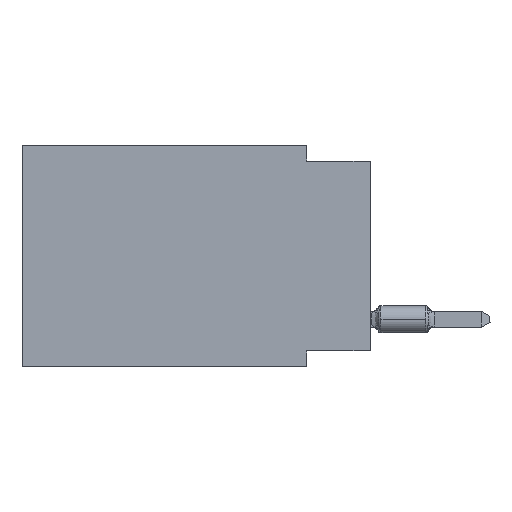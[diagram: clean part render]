
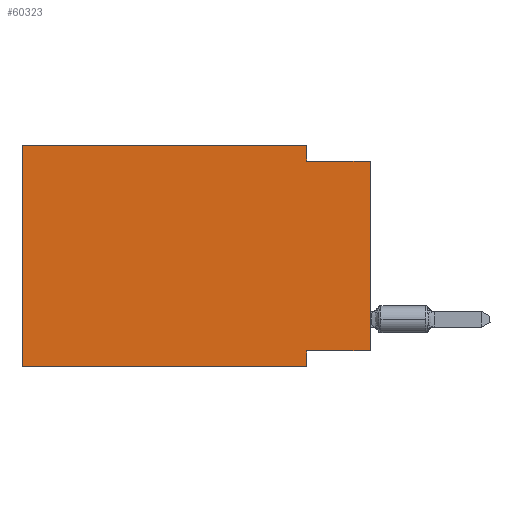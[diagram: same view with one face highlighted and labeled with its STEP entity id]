
A CAD part, left-side view. The second image highlights one B-rep face of the part: STEP entity #60323.
In plain terms, the highlighted planar face has unit normal (-1, 0, 0).
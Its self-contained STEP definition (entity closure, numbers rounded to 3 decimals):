
#127 = CARTESIAN_POINT ( 'NONE',  ( 0., 13.97, 0. ) ) ;
#316 = ORIENTED_EDGE ( 'NONE', *, *, #5207, .F. ) ;
#1294 = VERTEX_POINT ( 'NONE', #8770 ) ;
#1620 = VECTOR ( 'NONE', #38952, 1000. ) ;
#1642 = EDGE_CURVE ( 'NONE', #46603, #23658, #57490, .T. ) ;
#2173 = VERTEX_POINT ( 'NONE', #4245 ) ;
#2750 = VECTOR ( 'NONE', #8024, 1000. ) ;
#3008 = VECTOR ( 'NONE', #30411, 1000. ) ;
#3091 = LINE ( 'NONE', #62753, #1620 ) ;
#4245 = CARTESIAN_POINT ( 'NONE',  ( 0., 13.97, -8.89 ) ) ;
#5095 = CARTESIAN_POINT ( 'NONE',  ( 0., 13.97, 0. ) ) ;
#5207 = EDGE_CURVE ( 'NONE', #27033, #31460, #50412, .T. ) ;
#6167 = EDGE_CURVE ( 'NONE', #23700, #30602, #32491, .T. ) ;
#6406 = ORIENTED_EDGE ( 'NONE', *, *, #53426, .T. ) ;
#6764 = VECTOR ( 'NONE', #61147, 1000. ) ;
#8024 = DIRECTION ( 'NONE',  ( 0., 0., -1. ) ) ;
#8038 = CARTESIAN_POINT ( 'NONE',  ( 0., 0., 0. ) ) ;
#8770 = CARTESIAN_POINT ( 'NONE',  ( 0., 0., -8.255 ) ) ;
#8817 = DIRECTION ( 'NONE',  ( 0., 0., -1. ) ) ;
#8965 = CARTESIAN_POINT ( 'NONE',  ( 0., 2.54, -8.89 ) ) ;
#9341 = EDGE_CURVE ( 'NONE', #31460, #46603, #25200, .T. ) ;
#10517 = CARTESIAN_POINT ( 'NONE',  ( 0., 2.54, 0. ) ) ;
#20270 = LINE ( 'NONE', #40151, #55691 ) ;
#20495 = EDGE_LOOP ( 'NONE', ( #42641, #51112, #45221, #316, #47953, #6406, #24866, #22740 ) ) ;
#21994 = PLANE ( 'NONE',  #39968 ) ;
#22089 = LINE ( 'NONE', #8038, #46103 ) ;
#22740 = ORIENTED_EDGE ( 'NONE', *, *, #52826, .F. ) ;
#22959 = CARTESIAN_POINT ( 'NONE',  ( 0., 0., -0.635 ) ) ;
#23658 = VERTEX_POINT ( 'NONE', #29033 ) ;
#23700 = VERTEX_POINT ( 'NONE', #58040 ) ;
#23843 = DIRECTION ( 'NONE',  ( 1., 0., 0. ) ) ;
#24866 = ORIENTED_EDGE ( 'NONE', *, *, #6167, .F. ) ;
#25200 = LINE ( 'NONE', #10517, #3008 ) ;
#27033 = VERTEX_POINT ( 'NONE', #127 ) ;
#28274 = LINE ( 'NONE', #58239, #56859 ) ;
#29033 = CARTESIAN_POINT ( 'NONE',  ( 0., 0., -0.635 ) ) ;
#30411 = DIRECTION ( 'NONE',  ( 0., 0., -1. ) ) ;
#30602 = VERTEX_POINT ( 'NONE', #8965 ) ;
#31460 = VERTEX_POINT ( 'NONE', #54094 ) ;
#32013 = VECTOR ( 'NONE', #48685, 1000. ) ;
#32491 = LINE ( 'NONE', #47798, #2750 ) ;
#33153 = DIRECTION ( 'NONE',  ( 0., 0., 1. ) ) ;
#38952 = DIRECTION ( 'NONE',  ( 0., -1., 0. ) ) ;
#39185 = DIRECTION ( 'NONE',  ( 0., 1., 0. ) ) ;
#39968 = AXIS2_PLACEMENT_3D ( 'NONE', #57182, #23843, #8817 ) ;
#40151 = CARTESIAN_POINT ( 'NONE',  ( 0., 0., -8.255 ) ) ;
#42641 = ORIENTED_EDGE ( 'NONE', *, *, #49918, .T. ) ;
#43592 = DIRECTION ( 'NONE',  ( 0., 0., 1. ) ) ;
#45221 = ORIENTED_EDGE ( 'NONE', *, *, #9341, .F. ) ;
#46103 = VECTOR ( 'NONE', #33153, 1000. ) ;
#46603 = VERTEX_POINT ( 'NONE', #61993 ) ;
#47008 = EDGE_CURVE ( 'NONE', #2173, #27033, #28274, .T. ) ;
#47798 = CARTESIAN_POINT ( 'NONE',  ( 0., 2.54, -8.89 ) ) ;
#47953 = ORIENTED_EDGE ( 'NONE', *, *, #47008, .F. ) ;
#48685 = DIRECTION ( 'NONE',  ( 0., -1., 0. ) ) ;
#49918 = EDGE_CURVE ( 'NONE', #1294, #23658, #22089, .T. ) ;
#50412 = LINE ( 'NONE', #5095, #6764 ) ;
#51112 = ORIENTED_EDGE ( 'NONE', *, *, #1642, .F. ) ;
#52826 = EDGE_CURVE ( 'NONE', #1294, #23700, #20270, .T. ) ;
#53426 = EDGE_CURVE ( 'NONE', #2173, #30602, #3091, .T. ) ;
#54094 = CARTESIAN_POINT ( 'NONE',  ( 0., 2.54, 0. ) ) ;
#55691 = VECTOR ( 'NONE', #39185, 1000. ) ;
#56859 = VECTOR ( 'NONE', #43592, 1000. ) ;
#57182 = CARTESIAN_POINT ( 'NONE',  ( 0., 13.97, 0. ) ) ;
#57490 = LINE ( 'NONE', #22959, #32013 ) ;
#58040 = CARTESIAN_POINT ( 'NONE',  ( 0., 2.54, -8.255 ) ) ;
#58239 = CARTESIAN_POINT ( 'NONE',  ( 0., 13.97, 0. ) ) ;
#60323 = ADVANCED_FACE ( 'NONE', ( #61720 ), #21994, .F. ) ;
#61147 = DIRECTION ( 'NONE',  ( 0., -1., 0. ) ) ;
#61720 = FACE_OUTER_BOUND ( 'NONE', #20495, .T. ) ;
#61993 = CARTESIAN_POINT ( 'NONE',  ( 0., 2.54, -0.635 ) ) ;
#62753 = CARTESIAN_POINT ( 'NONE',  ( 0., 13.97, -8.89 ) ) ;
